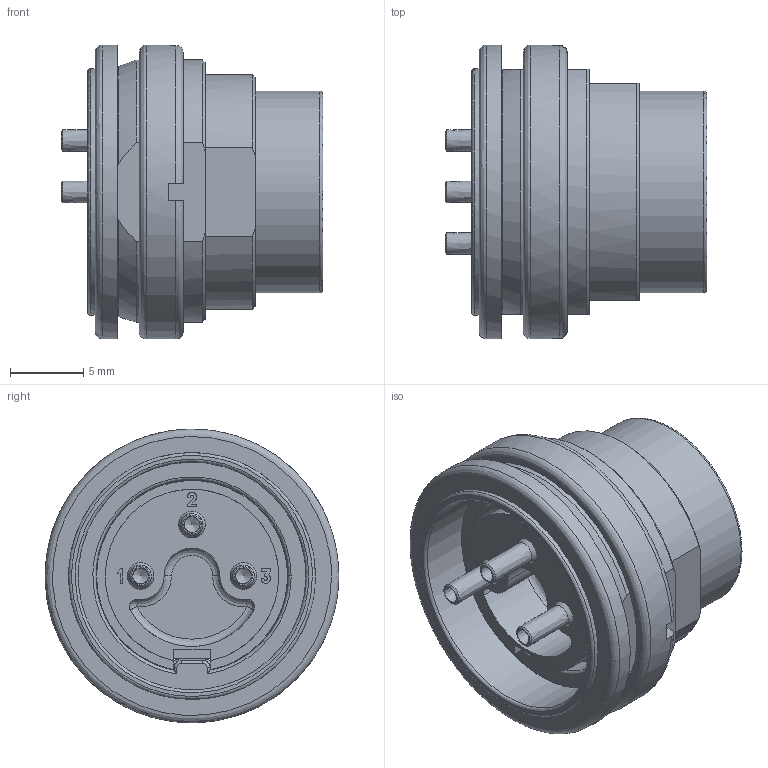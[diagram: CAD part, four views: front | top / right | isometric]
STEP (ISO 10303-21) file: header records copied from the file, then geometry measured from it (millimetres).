
FILE_DESCRIPTION((''),'2;1');
FILE_NAME('C091_31C003_100_2__3D_Modell.stp', '2014-03-03T14:33:39',('User'),('SDRC'),'I-DEAS Master Series 9','UNIX', 'Yes');
FILE_SCHEMA(('CONFIG_CONTROL_DESIGN', 'GEOMETRIC_VALIDATION_PROPERTIES_MIM','SHAPE_APPEARANCE_LAYER_MIM'));
Length unit declared in the file: millimetre
Bounding box: 17.8 x 20 x 20 mm (x, y, z)
Volume: 1962.4 mm3; surface area: 2945.7 mm2
Topology: 1 solids, 1 shells, 192 faces, 506 edges, 337 vertices
Faces by surface type: bspline 192
Entity records: 7638 total; most frequent: CARTESIAN_POINT 4375, ORIENTED_EDGE 970, EDGE_CURVE 485, OVER_RIDING_STYLED_ITEM 341, VERTEX_POINT 307, EDGE_LOOP 220, FACE_OUTER_BOUND 192, ADVANCED_FACE 192
